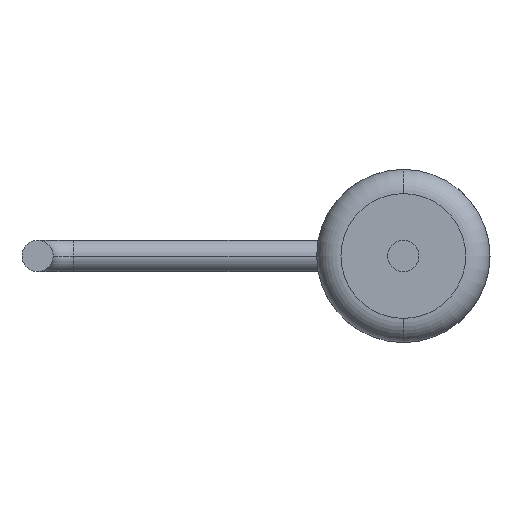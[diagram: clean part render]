
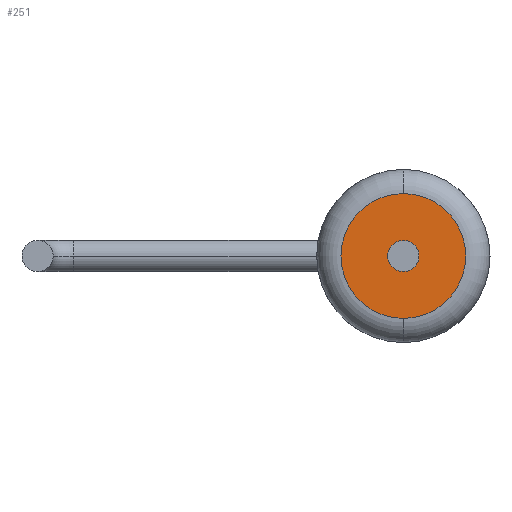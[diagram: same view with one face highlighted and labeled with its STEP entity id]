
A CAD part, front view. The second image highlights one B-rep face of the part: STEP entity #251.
In plain terms, the highlighted planar face has unit normal (0, -1, 0).
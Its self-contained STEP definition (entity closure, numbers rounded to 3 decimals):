
#14 = AXIS2_PLACEMENT_3D ( 'NONE', #783, #715, #787 ) ;
#35 = AXIS2_PLACEMENT_3D ( 'NONE', #977, #1057, #203 ) ;
#42 = CARTESIAN_POINT ( 'NONE',  ( 0., 0.5, 0. ) ) ;
#99 = DIRECTION ( 'NONE',  ( 0., 0., -1. ) ) ;
#131 = CARTESIAN_POINT ( 'NONE',  ( 0., 0.5, -0.325 ) ) ;
#176 = DIRECTION ( 'NONE',  ( 0., -1., 0. ) ) ;
#200 = PLANE ( 'NONE',  #453 ) ;
#203 = DIRECTION ( 'NONE',  ( 0., 0., -1. ) ) ;
#227 = VERTEX_POINT ( 'NONE', #557 ) ;
#242 = FACE_OUTER_BOUND ( 'NONE', #859, .T. ) ;
#251 = ADVANCED_FACE ( 'NONE', ( #1121, #242 ), #200, .T. ) ;
#261 = ORIENTED_EDGE ( 'NONE', *, *, #306, .T. ) ;
#296 = CARTESIAN_POINT ( 'NONE',  ( 1.3, 0.5, 0. ) ) ;
#306 = EDGE_CURVE ( 'NONE', #686, #227, #860, .T. ) ;
#335 = CIRCLE ( 'NONE', #14, 0.325 ) ;
#453 = AXIS2_PLACEMENT_3D ( 'NONE', #296, #816, #99 ) ;
#529 = VERTEX_POINT ( 'NONE', #131 ) ;
#530 = CARTESIAN_POINT ( 'NONE',  ( 0., 0.5, 0. ) ) ;
#555 = EDGE_LOOP ( 'NONE', ( #1126, #1025 ) ) ;
#557 = CARTESIAN_POINT ( 'NONE',  ( 0., 0.5, 1.3 ) ) ;
#565 = CIRCLE ( 'NONE', #35, 1.3 ) ;
#569 = DIRECTION ( 'NONE',  ( 0., -1., 0. ) ) ;
#686 = VERTEX_POINT ( 'NONE', #1033 ) ;
#715 = DIRECTION ( 'NONE',  ( 0., -1., 0. ) ) ;
#733 = EDGE_CURVE ( 'NONE', #830, #529, #1074, .T. ) ;
#762 = EDGE_CURVE ( 'NONE', #529, #830, #335, .T. ) ;
#767 = ORIENTED_EDGE ( 'NONE', *, *, #867, .T. ) ;
#783 = CARTESIAN_POINT ( 'NONE',  ( 0., 0.5, 0. ) ) ;
#787 = DIRECTION ( 'NONE',  ( 0., 0., -1. ) ) ;
#800 = AXIS2_PLACEMENT_3D ( 'NONE', #42, #569, #1097 ) ;
#816 = DIRECTION ( 'NONE',  ( 0., -1., 0. ) ) ;
#830 = VERTEX_POINT ( 'NONE', #868 ) ;
#859 = EDGE_LOOP ( 'NONE', ( #261, #767 ) ) ;
#860 = CIRCLE ( 'NONE', #800, 1.3 ) ;
#867 = EDGE_CURVE ( 'NONE', #227, #686, #565, .T. ) ;
#868 = CARTESIAN_POINT ( 'NONE',  ( 0., 0.5, 0.325 ) ) ;
#880 = DIRECTION ( 'NONE',  ( 0., 0., -1. ) ) ;
#969 = AXIS2_PLACEMENT_3D ( 'NONE', #530, #176, #880 ) ;
#977 = CARTESIAN_POINT ( 'NONE',  ( 0., 0.5, 0. ) ) ;
#1025 = ORIENTED_EDGE ( 'NONE', *, *, #733, .F. ) ;
#1033 = CARTESIAN_POINT ( 'NONE',  ( 0., 0.5, -1.3 ) ) ;
#1057 = DIRECTION ( 'NONE',  ( 0., -1., 0. ) ) ;
#1074 = CIRCLE ( 'NONE', #969, 0.325 ) ;
#1097 = DIRECTION ( 'NONE',  ( 0., 0., -1. ) ) ;
#1121 = FACE_BOUND ( 'NONE', #555, .T. ) ;
#1126 = ORIENTED_EDGE ( 'NONE', *, *, #762, .F. ) ;
